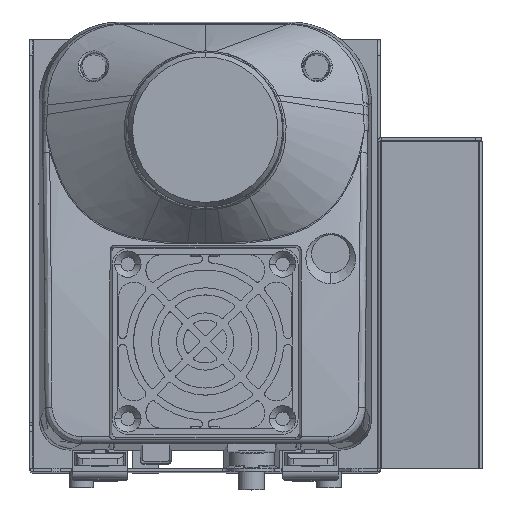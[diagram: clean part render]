
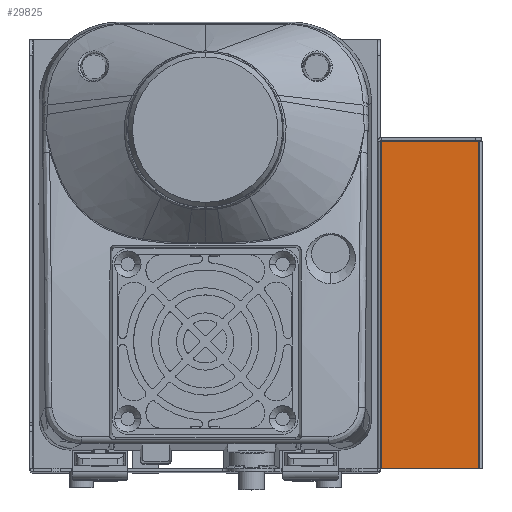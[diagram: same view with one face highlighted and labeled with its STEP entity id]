
A CAD part, top view. The second image highlights one B-rep face of the part: STEP entity #29825.
In plain terms, the highlighted planar face has unit normal (0, 0, 1).
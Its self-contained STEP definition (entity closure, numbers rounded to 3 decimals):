
#21122=DIRECTION('',(0.,-1.,0.));
#21123=VECTOR('',#21122,105.7);
#21124=CARTESIAN_POINT('',(56.8,12.5,1.9));
#21125=LINE('',#21124,#21123);
#21140=DIRECTION('',(1.,0.,0.));
#21141=VECTOR('',#21140,31.6);
#21142=CARTESIAN_POINT('',(56.8,-93.2,1.9));
#21143=LINE('',#21142,#21141);
#21144=DIRECTION('',(-1.,0.,0.));
#21145=VECTOR('',#21144,31.6);
#21146=CARTESIAN_POINT('',(88.4,12.5,1.9));
#21147=LINE('',#21146,#21145);
#21165=DIRECTION('',(0.,-1.,0.));
#21166=VECTOR('',#21165,105.7);
#21167=CARTESIAN_POINT('',(88.4,12.5,1.9));
#21168=LINE('',#21167,#21166);
#23327=CARTESIAN_POINT('',(56.8,12.5,1.9));
#23328=CARTESIAN_POINT('',(56.8,-93.2,1.9));
#23329=VERTEX_POINT('',#23327);
#23330=VERTEX_POINT('',#23328);
#23363=CARTESIAN_POINT('',(88.4,-93.2,1.9));
#23364=VERTEX_POINT('',#23363);
#23365=CARTESIAN_POINT('',(88.4,12.5,1.9));
#23366=VERTEX_POINT('',#23365);
#29811=CARTESIAN_POINT('',(55.7,-93.2,1.9));
#29812=DIRECTION('',(0.,0.,1.));
#29813=DIRECTION('',(0.,-1.,0.));
#29814=AXIS2_PLACEMENT_3D('',#29811,#29812,#29813);
#29815=PLANE('',#29814);
#29817=ORIENTED_EDGE('',*,*,#29816,.F.);
#29818=ORIENTED_EDGE('',*,*,#29798,.F.);
#29820=ORIENTED_EDGE('',*,*,#29819,.F.);
#29822=ORIENTED_EDGE('',*,*,#29821,.T.);
#29823=EDGE_LOOP('',(#29817,#29818,#29820,#29822));
#29824=FACE_OUTER_BOUND('',#29823,.F.);
#29798=EDGE_CURVE('',#23329,#23330,#21125,.T.);
#29816=EDGE_CURVE('',#23330,#23364,#21143,.T.);
#29819=EDGE_CURVE('',#23366,#23329,#21147,.T.);
#29821=EDGE_CURVE('',#23366,#23364,#21168,.T.);
#29825=ADVANCED_FACE('',(#29824),#29815,.T.);
